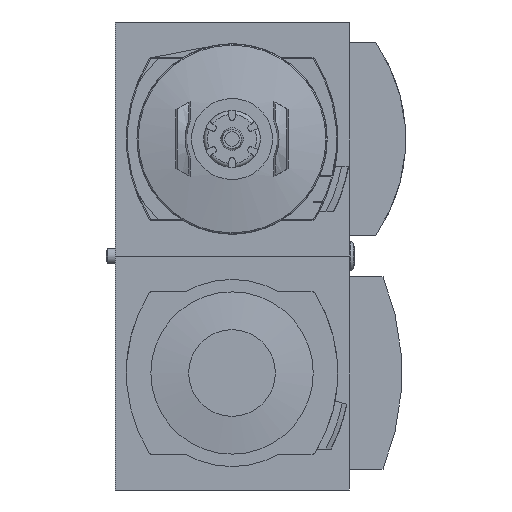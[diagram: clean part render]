
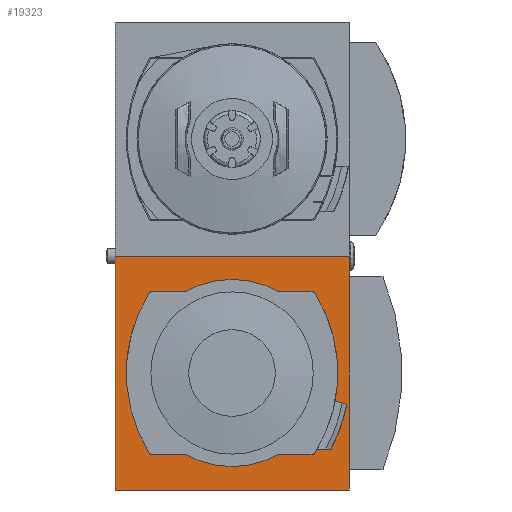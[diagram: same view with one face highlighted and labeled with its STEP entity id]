
A CAD part, front view. The second image highlights one B-rep face of the part: STEP entity #19323.
In plain terms, the highlighted planar face has unit normal (0, -1, 0).
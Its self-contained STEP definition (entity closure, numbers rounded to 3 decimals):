
#473=PLANE('',#20440);
#1544=LINE('',#27848,#2927);
#1545=LINE('',#27851,#2928);
#1546=LINE('',#27853,#2929);
#1547=LINE('',#27855,#2930);
#1548=LINE('',#27856,#2931);
#1549=LINE('',#27860,#2932);
#1550=LINE('',#27863,#2933);
#1551=LINE('',#27867,#2934);
#1552=LINE('',#27872,#2935);
#1553=LINE('',#27876,#2936);
#2927=VECTOR('',#23356,1000.);
#2928=VECTOR('',#23357,1000.);
#2929=VECTOR('',#23358,1000.);
#2930=VECTOR('',#23359,1000.);
#2931=VECTOR('',#23360,1000.);
#2932=VECTOR('',#23363,1000.);
#2933=VECTOR('',#23366,1000.);
#2934=VECTOR('',#23369,1000.);
#2935=VECTOR('',#23374,1000.);
#2936=VECTOR('',#23377,1000.);
#3730=CIRCLE('',#20432,40.);
#3732=CIRCLE('',#20435,40.);
#3734=CIRCLE('',#20437,40.);
#3737=CIRCLE('',#20441,41.2);
#3738=CIRCLE('',#20442,0.5);
#3739=CIRCLE('',#20443,24.8);
#3740=CIRCLE('',#20444,0.5);
#3741=CIRCLE('',#20445,0.5);
#3742=CIRCLE('',#20446,24.8);
#3743=CIRCLE('',#20447,0.5);
#6204=ORIENTED_EDGE('',*,*,#9327,.F.);
#6205=ORIENTED_EDGE('',*,*,#9328,.F.);
#6206=ORIENTED_EDGE('',*,*,#9329,.F.);
#6207=ORIENTED_EDGE('',*,*,#9330,.F.);
#6208=ORIENTED_EDGE('',*,*,#9322,.T.);
#6209=ORIENTED_EDGE('',*,*,#9331,.F.);
#6210=ORIENTED_EDGE('',*,*,#9332,.F.);
#6211=ORIENTED_EDGE('',*,*,#9333,.F.);
#6212=ORIENTED_EDGE('',*,*,#9318,.T.);
#6213=ORIENTED_EDGE('',*,*,#9334,.T.);
#6214=ORIENTED_EDGE('',*,*,#9335,.T.);
#6215=ORIENTED_EDGE('',*,*,#9336,.T.);
#6216=ORIENTED_EDGE('',*,*,#9337,.T.);
#6217=ORIENTED_EDGE('',*,*,#9338,.T.);
#6218=ORIENTED_EDGE('',*,*,#9312,.T.);
#6219=ORIENTED_EDGE('',*,*,#9339,.T.);
#6220=ORIENTED_EDGE('',*,*,#9340,.T.);
#6221=ORIENTED_EDGE('',*,*,#9341,.T.);
#6222=ORIENTED_EDGE('',*,*,#9342,.T.);
#6223=ORIENTED_EDGE('',*,*,#9343,.T.);
#9312=EDGE_CURVE('',#11037,#11040,#3730,.T.);
#9318=EDGE_CURVE('',#11045,#11044,#3732,.T.);
#9322=EDGE_CURVE('',#11041,#11048,#3734,.T.);
#9327=EDGE_CURVE('',#11053,#11054,#1544,.T.);
#9328=EDGE_CURVE('',#11055,#11053,#1545,.T.);
#9329=EDGE_CURVE('',#11056,#11055,#1546,.T.);
#9330=EDGE_CURVE('',#11054,#11056,#1547,.T.);
#9331=EDGE_CURVE('',#11057,#11048,#1548,.T.);
#9332=EDGE_CURVE('',#11058,#11057,#3737,.F.);
#9333=EDGE_CURVE('',#11045,#11058,#1549,.T.);
#9334=EDGE_CURVE('',#11044,#11059,#3738,.T.);
#9335=EDGE_CURVE('',#11059,#11060,#1550,.T.);
#9336=EDGE_CURVE('',#11060,#11061,#3739,.T.);
#9337=EDGE_CURVE('',#11061,#11062,#1551,.T.);
#9338=EDGE_CURVE('',#11062,#11037,#3740,.T.);
#9339=EDGE_CURVE('',#11040,#11063,#3741,.T.);
#9340=EDGE_CURVE('',#11063,#11064,#1552,.T.);
#9341=EDGE_CURVE('',#11064,#11065,#3742,.T.);
#9342=EDGE_CURVE('',#11065,#11066,#1553,.T.);
#9343=EDGE_CURVE('',#11066,#11041,#3743,.T.);
#11037=VERTEX_POINT('',#27813);
#11040=VERTEX_POINT('',#27818);
#11041=VERTEX_POINT('',#27824);
#11044=VERTEX_POINT('',#27829);
#11045=VERTEX_POINT('',#27831);
#11048=VERTEX_POINT('',#27837);
#11053=VERTEX_POINT('',#27849);
#11054=VERTEX_POINT('',#27850);
#11055=VERTEX_POINT('',#27852);
#11056=VERTEX_POINT('',#27854);
#11057=VERTEX_POINT('',#27857);
#11058=VERTEX_POINT('',#27859);
#11059=VERTEX_POINT('',#27862);
#11060=VERTEX_POINT('',#27864);
#11061=VERTEX_POINT('',#27866);
#11062=VERTEX_POINT('',#27868);
#11063=VERTEX_POINT('',#27871);
#11064=VERTEX_POINT('',#27873);
#11065=VERTEX_POINT('',#27875);
#11066=VERTEX_POINT('',#27877);
#12202=EDGE_LOOP('',(#6204,#6205,#6206,#6207));
#12203=EDGE_LOOP('',(#6208,#6209,#6210,#6211,#6212,#6213,#6214,#6215,#6216,
#6217,#6218,#6219,#6220,#6221,#6222,#6223));
#13097=FACE_BOUND('',#12202,.T.);
#13098=FACE_BOUND('',#12203,.T.);
#19323=ADVANCED_FACE('',(#13097,#13098),#473,.F.);
#20432=AXIS2_PLACEMENT_3D('',#27819,#23330,#23331);
#20435=AXIS2_PLACEMENT_3D('',#27830,#23340,#23341);
#20437=AXIS2_PLACEMENT_3D('',#27838,#23346,#23347);
#20440=AXIS2_PLACEMENT_3D('',#27847,#23354,#23355);
#20441=AXIS2_PLACEMENT_3D('',#27858,#23361,#23362);
#20442=AXIS2_PLACEMENT_3D('',#27861,#23364,#23365);
#20443=AXIS2_PLACEMENT_3D('',#27865,#23367,#23368);
#20444=AXIS2_PLACEMENT_3D('',#27869,#23370,#23371);
#20445=AXIS2_PLACEMENT_3D('',#27870,#23372,#23373);
#20446=AXIS2_PLACEMENT_3D('',#27874,#23375,#23376);
#20447=AXIS2_PLACEMENT_3D('',#27878,#23378,#23379);
#23330=DIRECTION('',(0.,1.,0.));
#23331=DIRECTION('',(1.,0.,0.));
#23340=DIRECTION('',(0.,1.,0.));
#23341=DIRECTION('',(1.,0.,0.));
#23346=DIRECTION('',(0.,1.,0.));
#23347=DIRECTION('',(1.,0.,0.));
#23354=DIRECTION('',(0.,1.,0.));
#23355=DIRECTION('',(0.,0.,1.));
#23356=DIRECTION('',(0.,0.,1.));
#23357=DIRECTION('',(-1.,0.,0.));
#23358=DIRECTION('',(0.,0.,-1.));
#23359=DIRECTION('',(1.,0.,0.));
#23360=DIRECTION('',(-0.966,0.,0.259));
#23361=DIRECTION('',(0.,1.,0.));
#23362=DIRECTION('',(0.,0.,1.));
#23363=DIRECTION('',(1.,0.,0.));
#23364=DIRECTION('',(0.,1.,0.));
#23365=DIRECTION('',(1.,0.,0.));
#23366=DIRECTION('',(-1.,0.,0.));
#23367=DIRECTION('',(0.,1.,0.));
#23368=DIRECTION('',(1.,0.,0.));
#23369=DIRECTION('',(-1.,0.,0.));
#23370=DIRECTION('',(0.,1.,0.));
#23371=DIRECTION('',(1.,0.,0.));
#23372=DIRECTION('',(0.,1.,0.));
#23373=DIRECTION('',(1.,0.,0.));
#23374=DIRECTION('',(1.,0.,0.));
#23375=DIRECTION('',(0.,1.,0.));
#23376=DIRECTION('',(1.,0.,0.));
#23377=DIRECTION('',(1.,0.,0.));
#23378=DIRECTION('',(0.,1.,0.));
#23379=DIRECTION('',(1.,0.,0.));
#27813=CARTESIAN_POINT('',(-21.879,-46.,-21.266));
#27818=CARTESIAN_POINT('',(-21.879,-46.,21.266));
#27819=CARTESIAN_POINT('',(12.,-46.,0.));
#27824=CARTESIAN_POINT('',(21.879,-46.,21.266));
#27829=CARTESIAN_POINT('',(21.879,-46.,-21.266));
#27830=CARTESIAN_POINT('',(-12.,-46.,0.));
#27831=CARTESIAN_POINT('',(22.554,-46.,-20.15));
#27837=CARTESIAN_POINT('',(27.298,-46.,-7.463));
#27838=CARTESIAN_POINT('',(-12.,-46.,0.));
#27847=CARTESIAN_POINT('',(0.,-46.,0.));
#27848=CARTESIAN_POINT('',(-31.,-46.,-31.));
#27849=CARTESIAN_POINT('',(-31.,-46.,-31.));
#27850=CARTESIAN_POINT('',(-31.,-46.,31.));
#27851=CARTESIAN_POINT('',(31.,-46.,-31.));
#27852=CARTESIAN_POINT('',(31.,-46.,-31.));
#27853=CARTESIAN_POINT('',(31.,-46.,31.));
#27854=CARTESIAN_POINT('',(31.,-46.,31.));
#27855=CARTESIAN_POINT('',(-31.,-46.,31.));
#27856=CARTESIAN_POINT('',(30.42,-46.,-8.3));
#27857=CARTESIAN_POINT('',(28.487,-46.,-7.782));
#27858=CARTESIAN_POINT('',(-12.,-46.,-0.15));
#27859=CARTESIAN_POINT('',(24.02,-46.,-20.15));
#27860=CARTESIAN_POINT('',(0.,-46.,-20.15));
#27861=CARTESIAN_POINT('',(21.455,-46.,-21.));
#27862=CARTESIAN_POINT('',(21.455,-46.,-21.5));
#27863=CARTESIAN_POINT('',(21.455,-46.,-21.5));
#27864=CARTESIAN_POINT('',(12.361,-46.,-21.5));
#27865=CARTESIAN_POINT('',(0.,-46.,0.));
#27866=CARTESIAN_POINT('',(-12.361,-46.,-21.5));
#27867=CARTESIAN_POINT('',(-12.361,-46.,-21.5));
#27868=CARTESIAN_POINT('',(-21.455,-46.,-21.5));
#27869=CARTESIAN_POINT('',(-21.455,-46.,-21.));
#27870=CARTESIAN_POINT('',(-21.455,-46.,21.));
#27871=CARTESIAN_POINT('',(-21.455,-46.,21.5));
#27872=CARTESIAN_POINT('',(-21.455,-46.,21.5));
#27873=CARTESIAN_POINT('',(-12.361,-46.,21.5));
#27874=CARTESIAN_POINT('',(0.,-46.,0.));
#27875=CARTESIAN_POINT('',(12.361,-46.,21.5));
#27876=CARTESIAN_POINT('',(12.361,-46.,21.5));
#27877=CARTESIAN_POINT('',(21.455,-46.,21.5));
#27878=CARTESIAN_POINT('',(21.455,-46.,21.));
